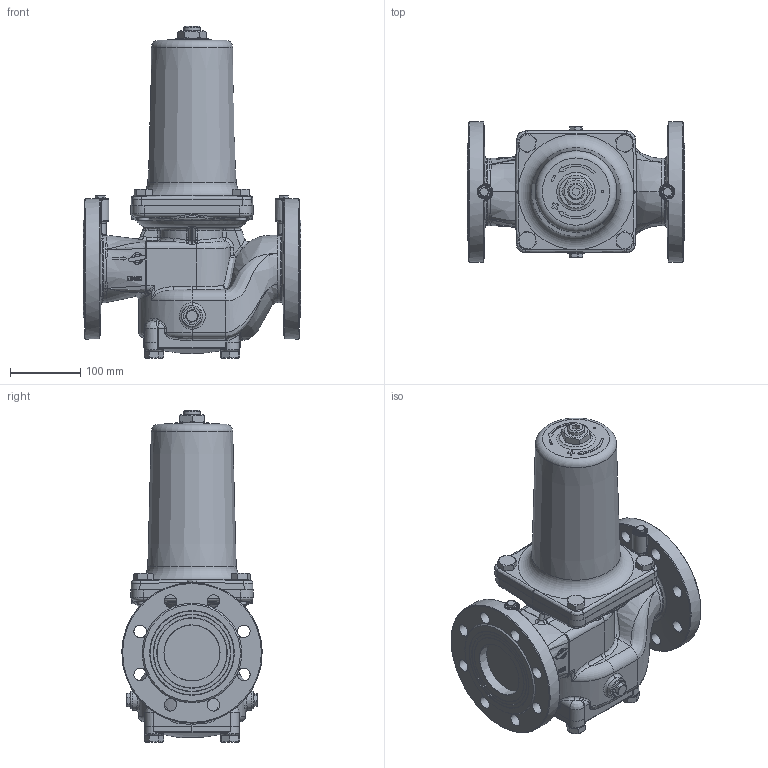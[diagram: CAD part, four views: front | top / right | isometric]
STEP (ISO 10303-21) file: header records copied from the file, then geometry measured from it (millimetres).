
FILE_DESCRIPTION(/* description */ (''),/* implementation_level */ '2;1');
FILE_NAME(/* name */ '080809-55310.stp',/* time_stamp */ '2023-05-05T10:34:36+02:00',/* author */ ('gninka'),/* organization */ (''),/* preprocessor_version */ 'ST-DEVELOPER v19',/* originating_system */ 'Autodesk Inventor 2023',/* authorisation */ '');
FILE_SCHEMA (('AUTOMOTIVE_DESIGN { 1 0 10303 214 3 1 1 }'));
Length unit declared in the file: millimetre
Products named in the file (1): 080809-55310.20230505_step
Bounding box: 310 x 200 x 473.5 mm (x, y, z)
Volume: 8849914.5 mm3; surface area: 474580 mm2
Topology: 1 solids, 9 shells, 1047 faces, 2590 edges, 1583 vertices
Faces by surface type: bspline 361, plane 298, cylinder 206, cone 122, torus 37, sphere 23
Full cylindrical faces by diameter (mm): 3 x1, 13.835 x4, 14.917 x8, 16 x12, 17.5 x8, 18 x18, 20 x2, 22 x8, 24 x1, 25 x2, 26 x4, 80 x2, 200 x2
Entity records: 46655 total; most frequent: CARTESIAN_POINT 24623, ORIENTED_EDGE 5120, DIRECTION 3670, EDGE_CURVE 2560, VERTEX_POINT 1583, AXIS2_PLACEMENT_3D 1450, EDGE_LOOP 1147, FACE_OUTER_BOUND 1047
